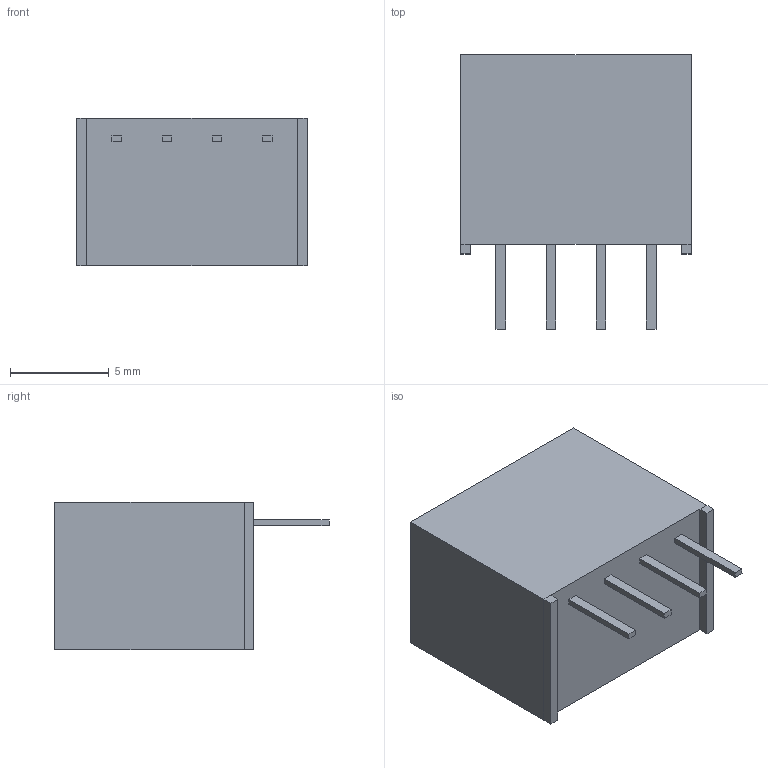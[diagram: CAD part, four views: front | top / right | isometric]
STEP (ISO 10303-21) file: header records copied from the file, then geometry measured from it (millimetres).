
FILE_DESCRIPTION(('FreeCAD Model'),'2;1');
FILE_NAME('Open CASCADE Shape Model','2024-05-21T14:29:05',(''),(''), 'Open CASCADE STEP processor 7.6','FreeCAD','Unknown');
FILE_SCHEMA(('AUTOMOTIVE_DESIGN { 1 0 10303 214 1 1 1 1 }'));
Length unit declared in the file: millimetre
Products named in the file (6): MU_2N; pin 1; pin 2; pin 3; pin 4; case
Assembly tree (5 placements, depth 2):
  MU_2N
    pin 1
    pin 2
    pin 3
    pin 4
    case
Bounding box: 11.7 x 13.91 x 7.5 mm (x, y, z)
Volume: 848.7 mm3; surface area: 588.9 mm2
Topology: 5 solids, 5 shells, 40 faces, 82 edges, 52 vertices
Faces by surface type: plane 40
Entity records: 2233 total; most frequent: CARTESIAN_POINT 344, DIRECTION 338, LINE 246, VECTOR 246, ORIENTED_EDGE 164, PCURVE 164, DEFINITIONAL_REPRESENTATION 164, EDGE_CURVE 82
